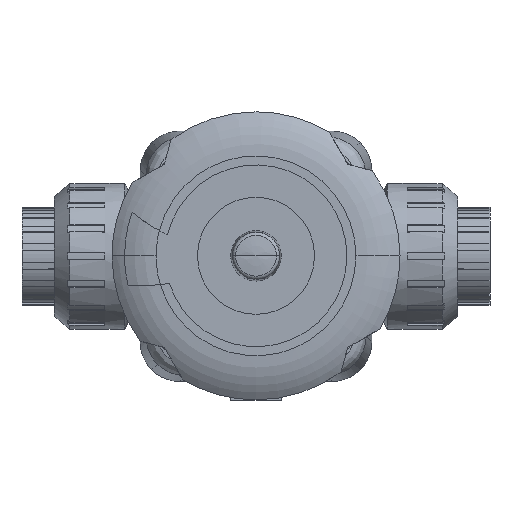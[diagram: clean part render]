
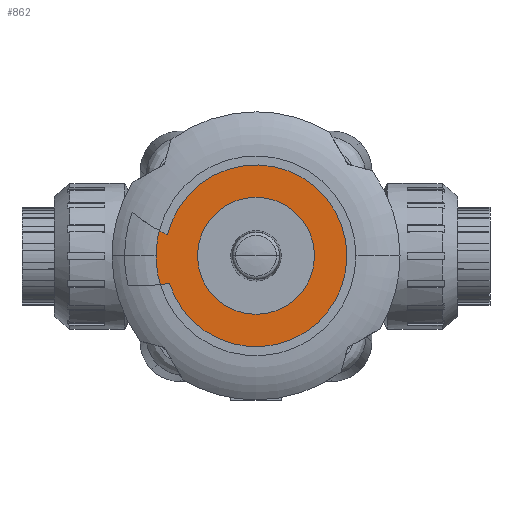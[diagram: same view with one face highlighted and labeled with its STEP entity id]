
A CAD part, top view. The second image highlights one B-rep face of the part: STEP entity #862.
In plain terms, the highlighted planar face has unit normal (0, 0, 1).
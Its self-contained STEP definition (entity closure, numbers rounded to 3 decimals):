
#862=ADVANCED_FACE('',(#2028,#2029),#2030,.T.);
#2028=FACE_OUTER_BOUND('',#4640,.T.);
#2029=FACE_BOUND('',#4641,.T.);
#2030=PLANE('',#4642);
#4640=EDGE_LOOP('',(#6979,#6980,#6981,#6982,#6983,#6984));
#4641=EDGE_LOOP('',(#6985,#6986));
#4642=AXIS2_PLACEMENT_3D('',#6987,#6988,#6989);
#6979=ORIENTED_EDGE('',*,*,#10719,.F.);
#6980=ORIENTED_EDGE('',*,*,#10767,.T.);
#6981=ORIENTED_EDGE('',*,*,#10753,.F.);
#6982=ORIENTED_EDGE('',*,*,#10778,.F.);
#6983=ORIENTED_EDGE('',*,*,#10775,.T.);
#6984=ORIENTED_EDGE('',*,*,#10793,.F.);
#6985=ORIENTED_EDGE('',*,*,#10762,.T.);
#6986=ORIENTED_EDGE('',*,*,#10760,.T.);
#6987=CARTESIAN_POINT('',(0.,0.,88.95));
#6988=DIRECTION('',(0.,0.,1.0));
#6989=DIRECTION('',(1.0,0.,0.));
#10719=EDGE_CURVE('',#12743,#12739,#12745,.T.);
#10753=EDGE_CURVE('',#12803,#12806,#12807,.T.);
#10760=EDGE_CURVE('',#12813,#12817,#12819,.T.);
#10762=EDGE_CURVE('',#12817,#12813,#12821,.T.);
#10767=EDGE_CURVE('',#12743,#12806,#12826,.T.);
#10775=EDGE_CURVE('',#12829,#12838,#12840,.T.);
#10778=EDGE_CURVE('',#12829,#12803,#12843,.T.);
#10793=EDGE_CURVE('',#12739,#12838,#12863,.T.);
#12739=VERTEX_POINT('',#15896);
#12743=VERTEX_POINT('',#15901);
#12745=CIRCLE('',#15904,25.25);
#12803=VERTEX_POINT('',#16011);
#12806=VERTEX_POINT('',#16014);
#12807=CIRCLE('',#16015,27.75);
#12813=VERTEX_POINT('',#16026);
#12817=VERTEX_POINT('',#16031);
#12819=CIRCLE('',#16034,16.25);
#12821=CIRCLE('',#16036,16.25);
#12826=CIRCLE('',#16042,55.);
#12829=VERTEX_POINT('',#16045);
#12838=VERTEX_POINT('',#16065);
#12840=CIRCLE('',#16068,73.355);
#12843=CIRCLE('',#16071,27.75);
#12863=CIRCLE('',#16116,25.25);
#15896=CARTESIAN_POINT('',(25.25,0.,88.95));
#15901=CARTESIAN_POINT('',(-24.576,5.796,88.95));
#15904=AXIS2_PLACEMENT_3D('',#19707,#19708,#19709);
#16011=CARTESIAN_POINT('',(-27.75,0.,88.95));
#16014=CARTESIAN_POINT('',(-26.852,7.001,88.95));
#16015=AXIS2_PLACEMENT_3D('',#19769,#19770,#19771);
#16026=CARTESIAN_POINT('',(-16.25,0.,88.95));
#16031=CARTESIAN_POINT('',(16.25,0.,88.95));
#16034=AXIS2_PLACEMENT_3D('',#19780,#19781,#19782);
#16036=AXIS2_PLACEMENT_3D('',#19783,#19784,#19785);
#16042=AXIS2_PLACEMENT_3D('',#19790,#19791,#19792);
#16045=CARTESIAN_POINT('',(-26.578,-7.979,88.95));
#16065=CARTESIAN_POINT('',(-24.054,-7.678,88.95));
#16068=AXIS2_PLACEMENT_3D('',#19801,#19802,#19803);
#16071=AXIS2_PLACEMENT_3D('',#19807,#19808,#19809);
#16116=AXIS2_PLACEMENT_3D('',#19826,#19827,#19828);
#19707=CARTESIAN_POINT('',(0.,0.,88.95));
#19708=DIRECTION('',(0.,0.,-1.0));
#19709=DIRECTION('',(-1.0,0.,0.));
#19769=CARTESIAN_POINT('',(0.,0.,88.95));
#19770=DIRECTION('',(0.,0.,-1.0));
#19771=DIRECTION('',(1.0,0.,0.));
#19780=CARTESIAN_POINT('',(0.,0.,88.95));
#19781=DIRECTION('',(0.,0.,-1.0));
#19782=DIRECTION('',(-1.0,0.,0.));
#19783=CARTESIAN_POINT('',(0.,0.,88.95));
#19784=DIRECTION('',(0.,0.,-1.0));
#19785=DIRECTION('',(-1.0,0.,0.));
#19790=CARTESIAN_POINT('',(0.,55.,88.95));
#19791=DIRECTION('',(0.0,0.,-1.0));
#19792=DIRECTION('',(0.511,0.859,0.));
#19801=CARTESIAN_POINT('',(-34.,65.,88.95));
#19802=DIRECTION('',(0.0,0.,1.0));
#19803=DIRECTION('',(0.082,-0.997,0.));
#19807=CARTESIAN_POINT('',(0.,0.,88.95));
#19808=DIRECTION('',(0.,0.,-1.0));
#19809=DIRECTION('',(1.0,0.,0.));
#19826=CARTESIAN_POINT('',(0.,0.,88.95));
#19827=DIRECTION('',(0.,0.,-1.0));
#19828=DIRECTION('',(-1.0,0.,0.));
